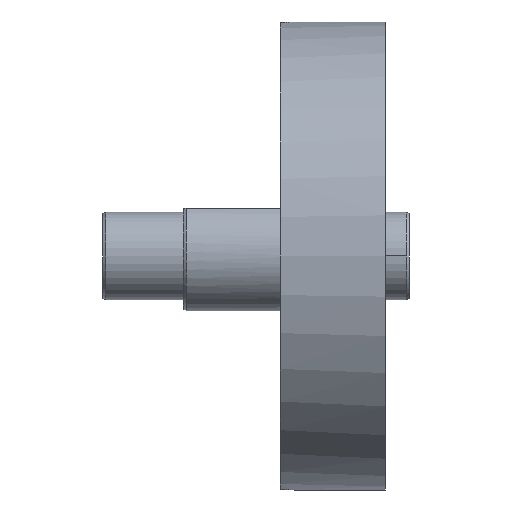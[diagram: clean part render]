
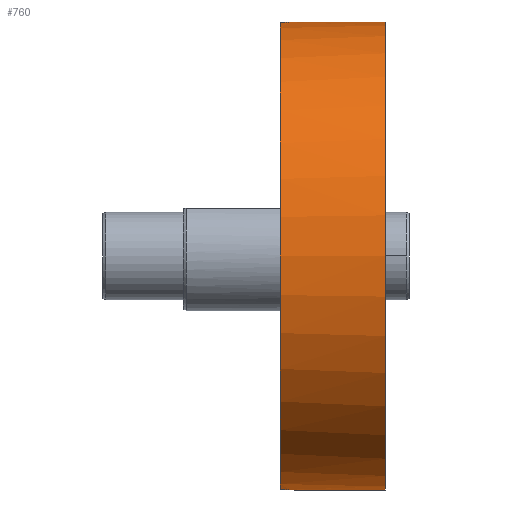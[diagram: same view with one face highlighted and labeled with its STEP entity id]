
A CAD part, left-side view. The second image highlights one B-rep face of the part: STEP entity #760.
In plain terms, the highlighted cylindrical face has radius 16.9 mm (diameter 33.8 mm), a partial arc.
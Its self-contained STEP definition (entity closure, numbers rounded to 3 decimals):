
#20 = CARTESIAN_POINT ( 'NONE',  ( -1., 0., -16.87 ) ) ;
#81 = CARTESIAN_POINT ( 'NONE',  ( 0., -7.6, 0. ) ) ;
#92 = EDGE_CURVE ( 'NONE', #2098, #615, #148, .T. ) ;
#124 = EDGE_CURVE ( 'NONE', #2016, #918, #701, .T. ) ;
#148 = LINE ( 'NONE', #1876, #1809 ) ;
#169 = DIRECTION ( 'NONE',  ( 0., 1., 0. ) ) ;
#198 = EDGE_CURVE ( 'NONE', #2098, #1377, #455, .T. ) ;
#217 = CARTESIAN_POINT ( 'NONE',  ( 0., -1., 16.9 ) ) ;
#272 = AXIS2_PLACEMENT_3D ( 'NONE', #81, #306, #2050 ) ;
#284 = CARTESIAN_POINT ( 'NONE',  ( -0.873, -0.504, 16.877 ) ) ;
#306 = DIRECTION ( 'NONE',  ( 0., 1., 0. ) ) ;
#317 = CARTESIAN_POINT ( 'NONE',  ( -0.503, -0.874, -16.893 ) ) ;
#357 = ORIENTED_EDGE ( 'NONE', *, *, #1866, .F. ) ;
#373 = FACE_OUTER_BOUND ( 'NONE', #2188, .T. ) ;
#433 = CARTESIAN_POINT ( 'NONE',  ( -0.799, -0.615, 16.881 ) ) ;
#455 = CIRCLE ( 'NONE', #272, 16.9 ) ;
#477 = CARTESIAN_POINT ( 'NONE',  ( -0.615, -0.8, -16.889 ) ) ;
#488 = CARTESIAN_POINT ( 'NONE',  ( 0., -7.6, -16.9 ) ) ;
#615 = VERTEX_POINT ( 'NONE', #1190 ) ;
#655 = CARTESIAN_POINT ( 'NONE',  ( -0.974, -0.262, -16.872 ) ) ;
#668 = CARTESIAN_POINT ( 'NONE',  ( 0., -7.6, 16.9 ) ) ;
#691 = CIRCLE ( 'NONE', #2254, 16.9 ) ;
#693 = CARTESIAN_POINT ( 'NONE',  ( 0., -7.6, 0. ) ) ;
#701 = B_SPLINE_CURVE_WITH_KNOTS ( 'NONE', 3,
 ( #1542, #2064, #1034, #284, #433, #2000, #798, #1315, #821, #1360 ),
 .UNSPECIFIED., .F., .F.,
 ( 4, 2, 2, 2, 4 ),
 ( 0., 0., 0.001, 0.001, 0.002 ),
 .UNSPECIFIED. ) ;
#705 = DIRECTION ( 'NONE',  ( 0., 0., 1. ) ) ;
#760 = ADVANCED_FACE ( 'NONE', ( #373 ), #2249, .T. ) ;
#768 = AXIS2_PLACEMENT_3D ( 'NONE', #693, #1265, #705 ) ;
#798 = CARTESIAN_POINT ( 'NONE',  ( -0.503, -0.874, 16.893 ) ) ;
#821 = CARTESIAN_POINT ( 'NONE',  ( -0.131, -1., 16.9 ) ) ;
#827 = CARTESIAN_POINT ( 'NONE',  ( -1., 0., -16.87 ) ) ;
#853 = CARTESIAN_POINT ( 'NONE',  ( -0.262, -0.974, -16.898 ) ) ;
#918 = VERTEX_POINT ( 'NONE', #217 ) ;
#1014 = DIRECTION ( 'NONE',  ( 0., 0., 1. ) ) ;
#1031 = EDGE_CURVE ( 'NONE', #1377, #918, #2214, .T. ) ;
#1034 = CARTESIAN_POINT ( 'NONE',  ( -0.974, -0.262, 16.872 ) ) ;
#1141 = DIRECTION ( 'NONE',  ( 0., 1., 0. ) ) ;
#1151 = ORIENTED_EDGE ( 'NONE', *, *, #92, .F. ) ;
#1190 = CARTESIAN_POINT ( 'NONE',  ( 0., -1., -16.9 ) ) ;
#1197 = VECTOR ( 'NONE', #1141, 1000. ) ;
#1251 = ORIENTED_EDGE ( 'NONE', *, *, #198, .T. ) ;
#1265 = DIRECTION ( 'NONE',  ( 0., 1., 0. ) ) ;
#1299 = ORIENTED_EDGE ( 'NONE', *, *, #1031, .T. ) ;
#1315 = CARTESIAN_POINT ( 'NONE',  ( -0.262, -0.974, 16.898 ) ) ;
#1357 = CARTESIAN_POINT ( 'NONE',  ( -0.873, -0.504, -16.877 ) ) ;
#1360 = CARTESIAN_POINT ( 'NONE',  ( 0., -1., 16.9 ) ) ;
#1375 = DIRECTION ( 'NONE',  ( 0., 1., 0. ) ) ;
#1377 = VERTEX_POINT ( 'NONE', #668 ) ;
#1388 = ORIENTED_EDGE ( 'NONE', *, *, #124, .F. ) ;
#1520 = CARTESIAN_POINT ( 'NONE',  ( -1., -0.132, -16.87 ) ) ;
#1542 = CARTESIAN_POINT ( 'NONE',  ( -1., 0., 16.87 ) ) ;
#1545 = CARTESIAN_POINT ( 'NONE',  ( -0.131, -1., -16.9 ) ) ;
#1678 = CARTESIAN_POINT ( 'NONE',  ( 0., 0., 0. ) ) ;
#1693 = B_SPLINE_CURVE_WITH_KNOTS ( 'NONE', 3,
 ( #827, #1520, #655, #1357, #2058, #477, #317, #853, #1545, #2240 ),
 .UNSPECIFIED., .F., .F.,
 ( 4, 2, 2, 2, 4 ),
 ( 0., 0., 0.001, 0.001, 0.002 ),
 .UNSPECIFIED. ) ;
#1809 = VECTOR ( 'NONE', #169, 1000. ) ;
#1866 = EDGE_CURVE ( 'NONE', #1946, #2016, #691, .T. ) ;
#1868 = CARTESIAN_POINT ( 'NONE',  ( 0., -7.6, 16.9 ) ) ;
#1876 = CARTESIAN_POINT ( 'NONE',  ( 0., -7.6, -16.9 ) ) ;
#1928 = EDGE_CURVE ( 'NONE', #1946, #615, #1693, .T. ) ;
#1946 = VERTEX_POINT ( 'NONE', #20 ) ;
#1973 = ORIENTED_EDGE ( 'NONE', *, *, #1928, .T. ) ;
#2000 = CARTESIAN_POINT ( 'NONE',  ( -0.615, -0.8, 16.889 ) ) ;
#2016 = VERTEX_POINT ( 'NONE', #2094 ) ;
#2050 = DIRECTION ( 'NONE',  ( 0., 0., 1. ) ) ;
#2058 = CARTESIAN_POINT ( 'NONE',  ( -0.799, -0.615, -16.881 ) ) ;
#2064 = CARTESIAN_POINT ( 'NONE',  ( -1., -0.132, 16.87 ) ) ;
#2094 = CARTESIAN_POINT ( 'NONE',  ( -1., 0., 16.87 ) ) ;
#2098 = VERTEX_POINT ( 'NONE', #488 ) ;
#2188 = EDGE_LOOP ( 'NONE', ( #1151, #1251, #1299, #1388, #357, #1973 ) ) ;
#2214 = LINE ( 'NONE', #1868, #1197 ) ;
#2240 = CARTESIAN_POINT ( 'NONE',  ( 0., -1., -16.9 ) ) ;
#2249 = CYLINDRICAL_SURFACE ( 'NONE', #768, 16.9 ) ;
#2254 = AXIS2_PLACEMENT_3D ( 'NONE', #1678, #1375, #1014 ) ;
